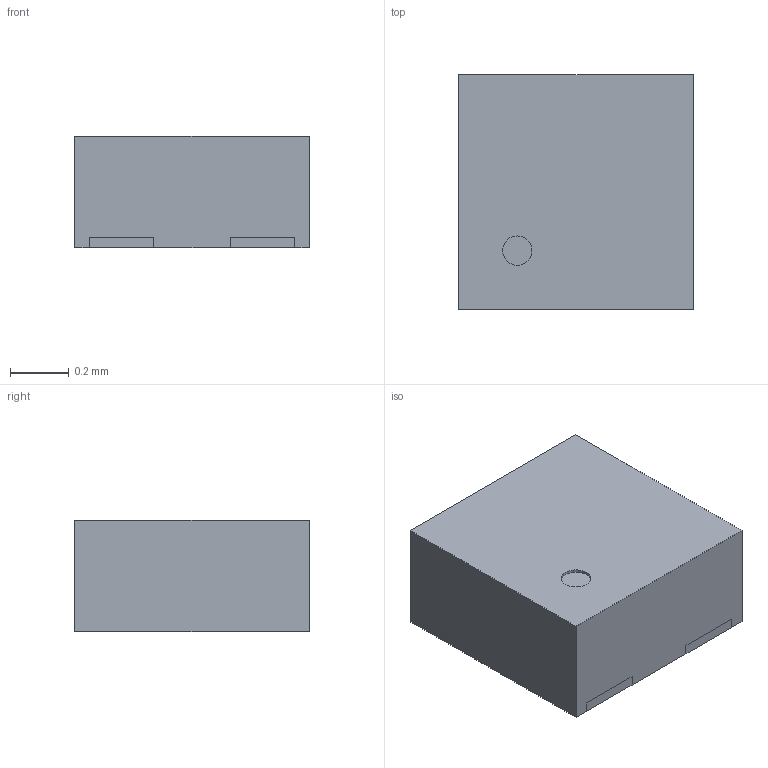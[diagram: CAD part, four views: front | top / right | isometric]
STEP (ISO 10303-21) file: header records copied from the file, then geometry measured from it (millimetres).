
FILE_DESCRIPTION (( 'STEP AP214' ), '1' );
FILE_NAME ('SDFN4.STEP', '2018-02-13T02:44:14', ( '微软用户' ), ( '微软中国' ), 'SwSTEP 2.0', 'SolidWorks 2015', '' );
FILE_SCHEMA (( 'AUTOMOTIVE_DESIGN' ));
Length unit declared in the file: millimetre
Products named in the file (1): SDFN4
Bounding box: 0.8 x 0.8 x 0.38 mm (x, y, z)
Volume: 0.2 mm3; surface area: 3.1 mm2
Topology: 6 solids, 6 shells, 62 faces, 144 edges, 96 vertices
Faces by surface type: plane 60, cylinder 2
Entity records: 1811 total; most frequent: CARTESIAN_POINT 303, ORIENTED_EDGE 288, DIRECTION 274, EDGE_CURVE 144, VECTOR 140, LINE 140, VERTEX_POINT 96, AXIS2_PLACEMENT_3D 67
